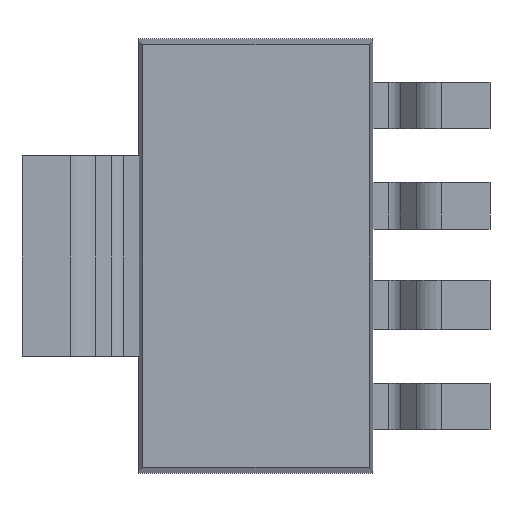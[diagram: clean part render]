
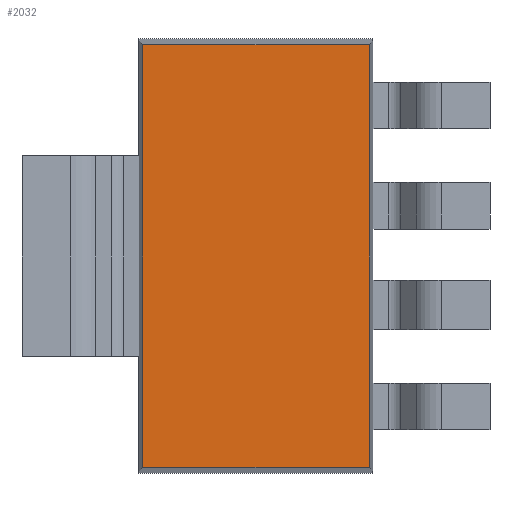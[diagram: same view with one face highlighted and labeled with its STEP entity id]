
A CAD part, front view. The second image highlights one B-rep face of the part: STEP entity #2032.
In plain terms, the highlighted planar face has unit normal (0, -1, 0).
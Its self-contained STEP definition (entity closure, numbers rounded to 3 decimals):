
#26 = VECTOR ( 'NONE', #891, 1000. ) ;
#52 = VECTOR ( 'NONE', #425, 1000. ) ;
#68 = ORIENTED_EDGE ( 'NONE', *, *, #691, .F. ) ;
#116 = EDGE_CURVE ( 'NONE', #2530, #3465, #1588, .T. ) ;
#270 = EDGE_LOOP ( 'NONE', ( #3728, #1011, #68, #2064 ) ) ;
#425 = DIRECTION ( 'NONE',  ( 1., 0., 0. ) ) ;
#553 = VERTEX_POINT ( 'NONE', #2818 ) ;
#691 = EDGE_CURVE ( 'NONE', #553, #2985, #1123, .T. ) ;
#786 = AXIS2_PLACEMENT_3D ( 'NONE', #3076, #3594, #3037 ) ;
#815 = CARTESIAN_POINT ( 'NONE',  ( -1.694, -0.71, -3.163 ) ) ;
#891 = DIRECTION ( 'NONE',  ( 0., 0., 1. ) ) ;
#1011 = ORIENTED_EDGE ( 'NONE', *, *, #2410, .F. ) ;
#1058 = EDGE_CURVE ( 'NONE', #3465, #553, #3052, .T. ) ;
#1123 = LINE ( 'NONE', #3727, #3578 ) ;
#1151 = LINE ( 'NONE', #2222, #26 ) ;
#1325 = DIRECTION ( 'NONE',  ( 0., 0., -1. ) ) ;
#1588 = LINE ( 'NONE', #2743, #52 ) ;
#1633 = VECTOR ( 'NONE', #1325, 1000. ) ;
#2032 = ADVANCED_FACE ( 'NONE', ( #2695 ), #3263, .F. ) ;
#2064 = ORIENTED_EDGE ( 'NONE', *, *, #1058, .F. ) ;
#2097 = CARTESIAN_POINT ( 'NONE',  ( 1.694, -0.71, 3.163 ) ) ;
#2222 = CARTESIAN_POINT ( 'NONE',  ( -1.694, -0.71, 3.25 ) ) ;
#2302 = CARTESIAN_POINT ( 'NONE',  ( -1.694, -0.71, 3.163 ) ) ;
#2410 = EDGE_CURVE ( 'NONE', #2985, #2530, #1151, .T. ) ;
#2487 = CARTESIAN_POINT ( 'NONE',  ( 1.694, -0.71, 3.25 ) ) ;
#2530 = VERTEX_POINT ( 'NONE', #2302 ) ;
#2695 = FACE_OUTER_BOUND ( 'NONE', #270, .T. ) ;
#2743 = CARTESIAN_POINT ( 'NONE',  ( 1.694, -0.71, 3.163 ) ) ;
#2818 = CARTESIAN_POINT ( 'NONE',  ( 1.694, -0.71, -3.163 ) ) ;
#2985 = VERTEX_POINT ( 'NONE', #815 ) ;
#3037 = DIRECTION ( 'NONE',  ( 0., 0., 1. ) ) ;
#3052 = LINE ( 'NONE', #2487, #1633 ) ;
#3076 = CARTESIAN_POINT ( 'NONE',  ( 1.694, -0.71, 3.25 ) ) ;
#3263 = PLANE ( 'NONE',  #786 ) ;
#3465 = VERTEX_POINT ( 'NONE', #2097 ) ;
#3578 = VECTOR ( 'NONE', #3748, 1000. ) ;
#3594 = DIRECTION ( 'NONE',  ( 0., 1., 0. ) ) ;
#3727 = CARTESIAN_POINT ( 'NONE',  ( 1.694, -0.71, -3.163 ) ) ;
#3728 = ORIENTED_EDGE ( 'NONE', *, *, #116, .F. ) ;
#3748 = DIRECTION ( 'NONE',  ( -1., 0., 0. ) ) ;
